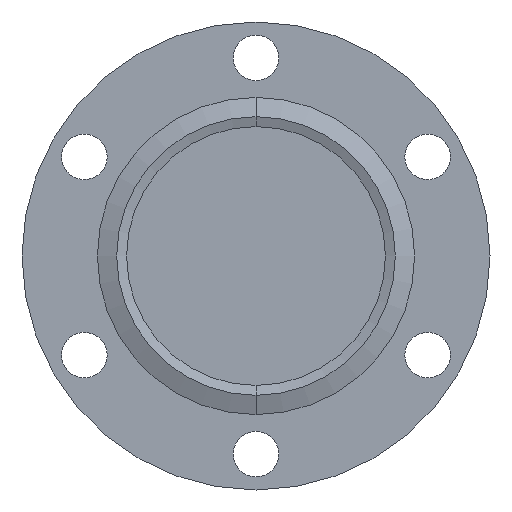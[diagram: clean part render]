
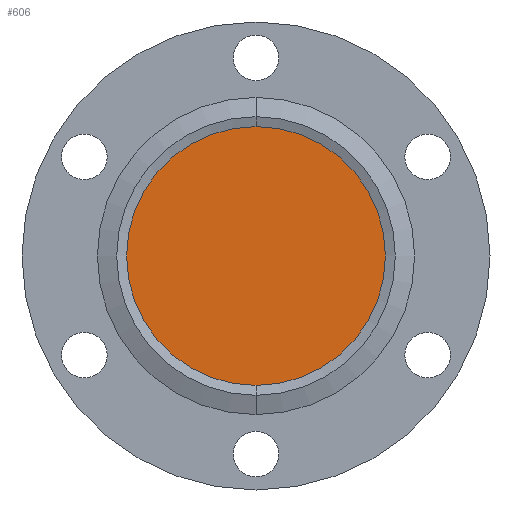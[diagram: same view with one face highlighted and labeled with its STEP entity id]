
A CAD part, front view. The second image highlights one B-rep face of the part: STEP entity #606.
In plain terms, the highlighted planar face has unit normal (0, -1, 0).
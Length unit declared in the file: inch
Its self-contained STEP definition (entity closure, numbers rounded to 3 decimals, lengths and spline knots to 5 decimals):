
#27 = DIRECTION ( 'NONE',  ( 0., -1., 0. ) ) ;
#47 = PLANE ( 'NONE',  #1234 ) ;
#116 = AXIS2_PLACEMENT_3D ( 'NONE', #846, #674, #654 ) ;
#142 = DIRECTION ( 'NONE',  ( 1., 0., 0. ) ) ;
#155 = CARTESIAN_POINT ( 'NONE',  ( 0.92, -0.1, 0. ) ) ;
#163 = VERTEX_POINT ( 'NONE', #155 ) ;
#244 = FACE_OUTER_BOUND ( 'NONE', #322, .T. ) ;
#322 = EDGE_LOOP ( 'NONE', ( #1068, #448 ) ) ;
#392 = CIRCLE ( 'NONE', #1217, 0.92 ) ;
#448 = ORIENTED_EDGE ( 'NONE', *, *, #1125, .T. ) ;
#606 = ADVANCED_FACE ( 'NONE', ( #244 ), #47, .T. ) ;
#639 = CARTESIAN_POINT ( 'NONE',  ( 0., -0.1, 0. ) ) ;
#654 = DIRECTION ( 'NONE',  ( 1., 0., 0. ) ) ;
#674 = DIRECTION ( 'NONE',  ( 0., -1., 0. ) ) ;
#704 = DIRECTION ( 'NONE',  ( 1., 0., 0. ) ) ;
#735 = VERTEX_POINT ( 'NONE', #1064 ) ;
#846 = CARTESIAN_POINT ( 'NONE',  ( 0., -0.1, 0. ) ) ;
#996 = CARTESIAN_POINT ( 'NONE',  ( 0., -0.1, 0. ) ) ;
#1014 = DIRECTION ( 'NONE',  ( 0., -1., 0. ) ) ;
#1064 = CARTESIAN_POINT ( 'NONE',  ( -0.92, -0.1, 0. ) ) ;
#1068 = ORIENTED_EDGE ( 'NONE', *, *, #1193, .T. ) ;
#1125 = EDGE_CURVE ( 'NONE', #735, #163, #1177, .T. ) ;
#1177 = CIRCLE ( 'NONE', #116, 0.92 ) ;
#1193 = EDGE_CURVE ( 'NONE', #163, #735, #392, .T. ) ;
#1217 = AXIS2_PLACEMENT_3D ( 'NONE', #996, #27, #704 ) ;
#1234 = AXIS2_PLACEMENT_3D ( 'NONE', #639, #1014, #142 ) ;
